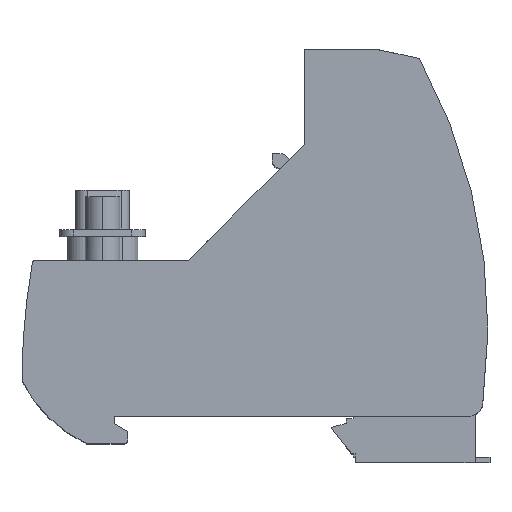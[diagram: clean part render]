
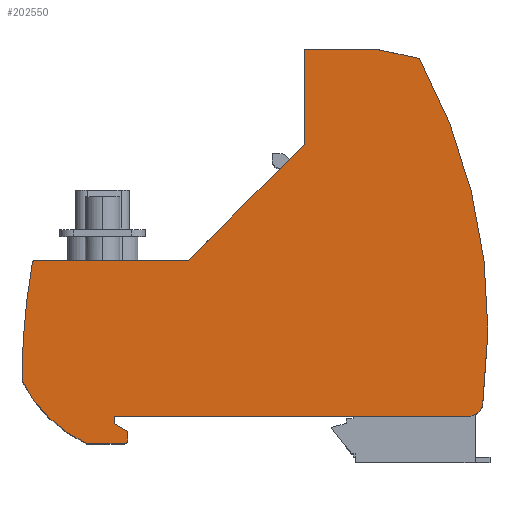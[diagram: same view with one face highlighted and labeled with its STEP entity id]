
A CAD part, top view. The second image highlights one B-rep face of the part: STEP entity #202550.
In plain terms, the highlighted planar face has unit normal (0, 0, 1).
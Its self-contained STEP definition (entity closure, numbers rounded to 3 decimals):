
#153770=CARTESIAN_POINT('',(-9.38,54.,5.69));
#153780=VERTEX_POINT('',#153770);
#153810=CARTESIAN_POINT('',(-9.38,54.,5.69));
#153820=DIRECTION('',(-0.978,0.208,0.));
#153830=VECTOR('',#153820,1000.);
#153840=LINE('',#153810,#153830);
#153850=CARTESIAN_POINT('',(-15.825,55.37,5.69));
#153860=VERTEX_POINT('',#153850);
#153870=EDGE_CURVE('',#153780,#153860,#153840,.T.);
#195290=CARTESIAN_POINT('',(-26.38,55.37,5.69));
#195300=VERTEX_POINT('',#195290);
#195330=CARTESIAN_POINT('',(-26.38,55.37,5.69));
#195340=DIRECTION('',(0.,-1.,0.));
#195350=VECTOR('',#195340,1000.);
#195360=LINE('',#195330,#195350);
#195370=CARTESIAN_POINT('',(-26.38,41.25,5.69));
#195380=VERTEX_POINT('',#195370);
#195390=EDGE_CURVE('',#195300,#195380,#195360,.T.);
#196760=CARTESIAN_POINT('',(-43.38,24.25,5.69));
#196770=VERTEX_POINT('',#196760);
#196800=CARTESIAN_POINT('',(0.,24.25,5.69));
#196810=DIRECTION('',(-1.,0.,0.));
#196820=VECTOR('',#196810,1.);
#196830=LINE('',#196800,#196820);
#196840=CARTESIAN_POINT('',(-66.068,24.25,5.69));
#196850=VERTEX_POINT('',#196840);
#196860=EDGE_CURVE('',#196770,#196850,#196830,.T.);
#201410=CARTESIAN_POINT('',(-5.004,11.367,5.69));
#201420=DIRECTION('',(0.,0.,1.));
#201430=DIRECTION('',(1.,0.,0.));
#201440=AXIS2_PLACEMENT_3D('',#201410,#201420,#201430);
#201450=PLANE('',#201440);
#201460=CARTESIAN_POINT('',(0.,67.63,5.69));
#201470=DIRECTION('',(-0.707,-0.707,0.));
#201480=VECTOR('',#201470,1.);
#201490=LINE('',#201460,#201480);
#201500=EDGE_CURVE('',#195380,#196770,#201490,.T.);
#201510=ORIENTED_EDGE('',*,*,#201500,.T.);
#201520=ORIENTED_EDGE('',*,*,#195390,.T.);
#201530=CARTESIAN_POINT('',(-15.825,55.37,5.69));
#201540=DIRECTION('',(-1.,0.,0.));
#201550=VECTOR('',#201540,1000.);
#201560=LINE('',#201530,#201550);
#201570=EDGE_CURVE('',#153860,#195300,#201560,.T.);
#201580=ORIENTED_EDGE('',*,*,#201570,.T.);
#201590=ORIENTED_EDGE('',*,*,#153870,.T.);
#201600=CARTESIAN_POINT('',(-81.634,14.421,5.69));
#201610=DIRECTION('',(0.,0.,1.));
#201620=DIRECTION('',(1.,0.,0.));
#201630=AXIS2_PLACEMENT_3D('',#201600,#201610,#201620);
#201640=CIRCLE('',#201630,82.384);
#201650=CARTESIAN_POINT('',(0.,3.33,5.69)
);
#201660=VERTEX_POINT('',#201650);
#201670=EDGE_CURVE('',#201660,#153780,#201640,.T.);
#201680=ORIENTED_EDGE('',*,*,#201670,.T.);
#201690=CARTESIAN_POINT('',(-2.13,3.33,5.69));
#201700=DIRECTION('',(0.,0.,1.));
#201710=DIRECTION('',(1.,0.,0.));
#201720=AXIS2_PLACEMENT_3D('',#201690,#201700,#201710);
#201730=CIRCLE('',#201720,2.13);
#201740=CARTESIAN_POINT('',(-2.13,1.2,5.69));
#201750=VERTEX_POINT('',#201740);
#201760=EDGE_CURVE('',#201750,#201660,#201730,.T.);
#201770=ORIENTED_EDGE('',*,*,#201760,.T.);
#201780=CARTESIAN_POINT('',(-54.4,1.2,5.69));
#201790=DIRECTION('',(1.,0.,0.));
#201800=VECTOR('',#201790,1000.);
#201810=LINE('',#201780,#201800);
#201820=CARTESIAN_POINT('',(-54.4,1.2,5.69));
#201830=VERTEX_POINT('',#201820);
#201840=EDGE_CURVE('',#201830,#201750,#201810,.T.);
#201850=ORIENTED_EDGE('',*,*,#201840,.T.);
#201860=CARTESIAN_POINT('',(-54.4,0.1,5.69));
#201870=DIRECTION('',(0.,1.,0.));
#201880=VECTOR('',#201870,1000.);
#201890=LINE('',#201860,#201880);
#201900=CARTESIAN_POINT('',(-54.4,0.1,5.69));
#201910=VERTEX_POINT('',#201900);
#201920=EDGE_CURVE('',#201910,#201830,#201890,.T.);
#201930=ORIENTED_EDGE('',*,*,#201920,.T.);
#201940=CARTESIAN_POINT('',(-52.4,-1.055,5.69));
#201950=DIRECTION('',(-0.866,0.5,0.));
#201960=VECTOR('',#201950,1000.);
#201970=LINE('',#201940,#201960);
#201980=CARTESIAN_POINT('',(-52.4,-1.055,5.69));
#201990=VERTEX_POINT('',#201980);
#202000=EDGE_CURVE('',#201990,#201910,#201970,.T.);
#202010=ORIENTED_EDGE('',*,*,#202000,.T.);
#202020=CARTESIAN_POINT('',(-52.4,-2.3,5.69));
#202030=DIRECTION('',(0.,1.,0.));
#202040=VECTOR('',#202030,1000.);
#202050=LINE('',#202020,#202040);
#202060=CARTESIAN_POINT('',(-52.4,-2.3,5.69));
#202070=VERTEX_POINT('',#202060);
#202080=EDGE_CURVE('',#202070,#201990,#202050,.T.);
#202090=ORIENTED_EDGE('',*,*,#202080,.T.);
#202100=CARTESIAN_POINT('',(-52.9,-2.3,5.69));
#202110=DIRECTION('',(0.,0.,1.));
#202120=DIRECTION('',(1.,0.,0.));
#202130=AXIS2_PLACEMENT_3D('',#202100,#202110,#202120);
#202140=CIRCLE('',#202130,0.5);
#202150=CARTESIAN_POINT('',(-52.9,-2.8,5.69));
#202160=VERTEX_POINT('',#202150);
#202170=EDGE_CURVE('',#202160,#202070,#202140,.T.);
#202180=ORIENTED_EDGE('',*,*,#202170,.T.);
#202190=CARTESIAN_POINT('',(-58.5,-2.8,5.69));
#202200=DIRECTION('',(1.,0.,0.));
#202210=VECTOR('',#202200,1000.);
#202220=LINE('',#202190,#202210);
#202230=CARTESIAN_POINT('',(-58.5,-2.8,5.69));
#202240=VERTEX_POINT('',#202230);
#202250=EDGE_CURVE('',#202240,#202160,#202220,.T.);
#202260=ORIENTED_EDGE('',*,*,#202250,.T.);
#202270=CARTESIAN_POINT('',(-50.087,15.344,5.69));
#202280=DIRECTION('',(0.,0.,1.));
#202290=DIRECTION('',(1.,0.,0.));
#202300=AXIS2_PLACEMENT_3D('',#202270,#202280,#202290);
#202310=CIRCLE('',#202300,20.);
#202320=CARTESIAN_POINT('',(-68.,6.45,5.69));
#202330=VERTEX_POINT('',#202320);
#202340=EDGE_CURVE('',#202330,#202240,#202310,.T.);
#202350=ORIENTED_EDGE('',*,*,#202340,.T.);
#202360=CARTESIAN_POINT('',(32.,6.45,5.69));
#202370=DIRECTION('',(0.,0.,1.));
#202380=DIRECTION('',(-1.,0.,0.));
#202390=AXIS2_PLACEMENT_3D('',#202360,#202370,#202380);
#202400=CIRCLE('',#202390,100.);
#202410=CARTESIAN_POINT('',(-66.462,23.92,
5.69));
#202420=VERTEX_POINT('',#202410);
#202430=EDGE_CURVE('',#202420,#202330,#202400,.T.);
#202440=ORIENTED_EDGE('',*,*,#202430,.T.);
#202450=CARTESIAN_POINT('',(-66.068,23.85,5.69));
#202460=DIRECTION('',(0.,0.,1.));
#202470=DIRECTION('',(1.,0.,0.));
#202480=AXIS2_PLACEMENT_3D('',#202450,#202460,#202470);
#202490=CIRCLE('',#202480,0.4);
#202500=EDGE_CURVE('',#196850,#202420,#202490,.T.);
#202510=ORIENTED_EDGE('',*,*,#202500,.T.);
#202520=ORIENTED_EDGE('',*,*,#196860,.T.);
#202530=EDGE_LOOP('',(#202520,#202510,#202440,#202350,#202260,#202180,
#202090,#202010,#201930,#201850,#201770,#201680,#201590,#201580,#201520,
#201510));
#202540=FACE_OUTER_BOUND('',#202530,.T.);
#202550=ADVANCED_FACE('',(#202540),#201450,.T.);
